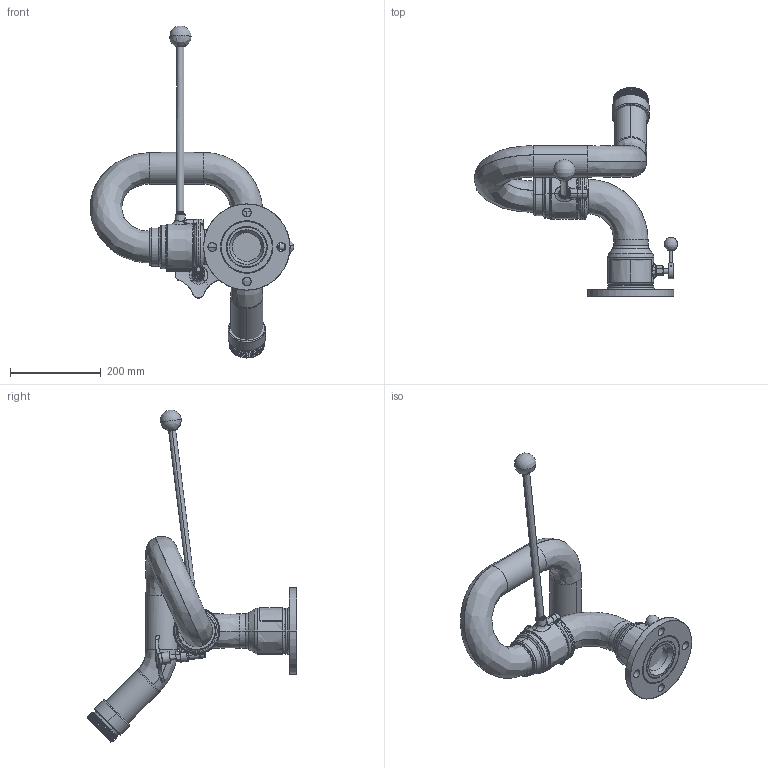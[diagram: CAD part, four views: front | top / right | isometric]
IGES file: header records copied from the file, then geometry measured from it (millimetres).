
Start section: SolidWorks IGES file using analytic representation for surfaces
Global section: file name: 299-11_PythonDD.IGS; native system: SolidWorks 2010; preprocessor: SolidWorks 2010; author: Rick; date: 100726.140056; units: inch
Bounding box: 449.88 x 462.03 x 733.61 mm (x, y, z)
Surface area: 761260.8 mm2 (no closed solid volume)
Topology: 0 solids, 0 shells, 722 faces, 12168 edges, 12140 vertices
Faces by surface type: bspline 371, revolution 351
